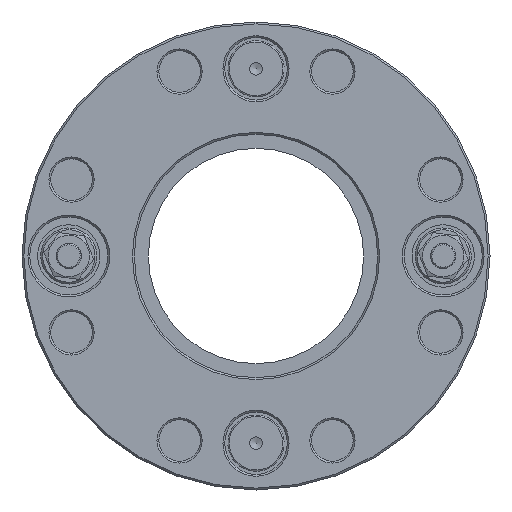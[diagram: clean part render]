
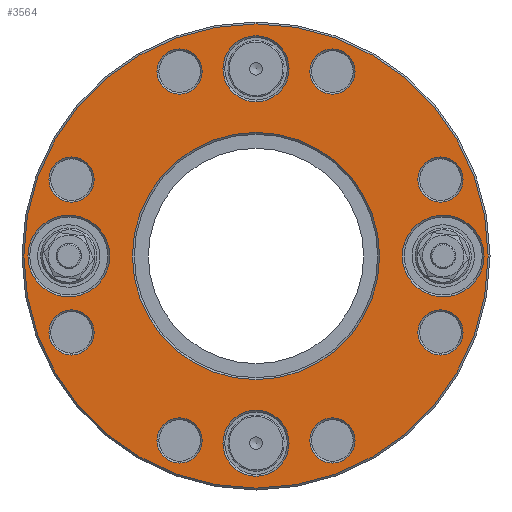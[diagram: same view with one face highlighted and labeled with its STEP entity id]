
A CAD part, front view. The second image highlights one B-rep face of the part: STEP entity #3564.
In plain terms, the highlighted planar face has unit normal (0, -1, 0).
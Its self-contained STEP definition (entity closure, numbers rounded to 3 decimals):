
#288=ORIENTED_EDGE('',*,*,#791,.T.);
#289=ORIENTED_EDGE('',*,*,#792,.T.);
#290=ORIENTED_EDGE('',*,*,#793,.T.);
#291=ORIENTED_EDGE('',*,*,#794,.T.);
#292=ORIENTED_EDGE('',*,*,#795,.T.);
#293=ORIENTED_EDGE('',*,*,#796,.T.);
#294=ORIENTED_EDGE('',*,*,#797,.T.);
#295=ORIENTED_EDGE('',*,*,#798,.T.);
#296=ORIENTED_EDGE('',*,*,#799,.T.);
#297=ORIENTED_EDGE('',*,*,#800,.T.);
#298=ORIENTED_EDGE('',*,*,#801,.T.);
#299=ORIENTED_EDGE('',*,*,#802,.T.);
#300=ORIENTED_EDGE('',*,*,#803,.T.);
#301=ORIENTED_EDGE('',*,*,#804,.T.);
#791=EDGE_CURVE('',#1043,#1043,#1275,.F.);
#792=EDGE_CURVE('',#1044,#1044,#1276,.F.);
#793=EDGE_CURVE('',#1045,#1045,#1277,.F.);
#794=EDGE_CURVE('',#1046,#1046,#1278,.F.);
#795=EDGE_CURVE('',#1047,#1047,#1279,.F.);
#796=EDGE_CURVE('',#1048,#1048,#1280,.F.);
#797=EDGE_CURVE('',#1049,#1049,#1281,.F.);
#798=EDGE_CURVE('',#1050,#1050,#1282,.F.);
#799=EDGE_CURVE('',#1051,#1051,#1283,.F.);
#800=EDGE_CURVE('',#1052,#1052,#1284,.F.);
#801=EDGE_CURVE('',#1053,#1053,#1285,.F.);
#802=EDGE_CURVE('',#1054,#1054,#1286,.F.);
#803=EDGE_CURVE('',#1055,#1055,#1287,.F.);
#804=EDGE_CURVE('',#1056,#1056,#1288,.T.);
#1043=VERTEX_POINT('',#4948);
#1044=VERTEX_POINT('',#4950);
#1045=VERTEX_POINT('',#4952);
#1046=VERTEX_POINT('',#4954);
#1047=VERTEX_POINT('',#4956);
#1048=VERTEX_POINT('',#4958);
#1049=VERTEX_POINT('',#4960);
#1050=VERTEX_POINT('',#4962);
#1051=VERTEX_POINT('',#4964);
#1052=VERTEX_POINT('',#4966);
#1053=VERTEX_POINT('',#4968);
#1054=VERTEX_POINT('',#4970);
#1055=VERTEX_POINT('',#4972);
#1056=VERTEX_POINT('',#4974);
#1275=CIRCLE('',#3791,3.624);
#1276=CIRCLE('',#3792,6.55);
#1277=CIRCLE('',#3793,3.624);
#1278=CIRCLE('',#3794,3.624);
#1279=CIRCLE('',#3795,5.3);
#1280=CIRCLE('',#3796,3.624);
#1281=CIRCLE('',#3797,3.624);
#1282=CIRCLE('',#3798,6.55);
#1283=CIRCLE('',#3799,3.624);
#1284=CIRCLE('',#3800,3.624);
#1285=CIRCLE('',#3801,5.3);
#1286=CIRCLE('',#3802,3.624);
#1287=CIRCLE('',#3803,19.8);
#1288=CIRCLE('',#3804,37.2);
#1456=EDGE_LOOP('',(#288));
#1457=EDGE_LOOP('',(#289));
#1458=EDGE_LOOP('',(#290));
#1459=EDGE_LOOP('',(#291));
#1460=EDGE_LOOP('',(#292));
#1461=EDGE_LOOP('',(#293));
#1462=EDGE_LOOP('',(#294));
#1463=EDGE_LOOP('',(#295));
#1464=EDGE_LOOP('',(#296));
#1465=EDGE_LOOP('',(#297));
#1466=EDGE_LOOP('',(#298));
#1467=EDGE_LOOP('',(#299));
#1468=EDGE_LOOP('',(#300));
#1469=EDGE_LOOP('',(#301));
#1848=FACE_BOUND('',#1456,.T.);
#1849=FACE_BOUND('',#1457,.T.);
#1850=FACE_BOUND('',#1458,.T.);
#1851=FACE_BOUND('',#1459,.T.);
#1852=FACE_BOUND('',#1460,.T.);
#1853=FACE_BOUND('',#1461,.T.);
#1854=FACE_BOUND('',#1462,.T.);
#1855=FACE_BOUND('',#1463,.T.);
#1856=FACE_BOUND('',#1464,.T.);
#1857=FACE_BOUND('',#1465,.T.);
#1858=FACE_BOUND('',#1466,.T.);
#1859=FACE_BOUND('',#1467,.T.);
#1860=FACE_BOUND('',#1468,.T.);
#1861=FACE_BOUND('',#1469,.T.);
#2208=PLANE('',#3790);
#3564=ADVANCED_FACE('',(#1848,#1849,#1850,#1851,#1852,#1853,#1854,#1855,
#1856,#1857,#1858,#1859,#1860,#1861),#2208,.T.);
#3790=AXIS2_PLACEMENT_3D('',#4946,#4206,#4207);
#3791=AXIS2_PLACEMENT_3D('',#4947,#4208,#4209);
#3792=AXIS2_PLACEMENT_3D('',#4949,#4210,#4211);
#3793=AXIS2_PLACEMENT_3D('',#4951,#4212,#4213);
#3794=AXIS2_PLACEMENT_3D('',#4953,#4214,#4215);
#3795=AXIS2_PLACEMENT_3D('',#4955,#4216,#4217);
#3796=AXIS2_PLACEMENT_3D('',#4957,#4218,#4219);
#3797=AXIS2_PLACEMENT_3D('',#4959,#4220,#4221);
#3798=AXIS2_PLACEMENT_3D('',#4961,#4222,#4223);
#3799=AXIS2_PLACEMENT_3D('',#4963,#4224,#4225);
#3800=AXIS2_PLACEMENT_3D('',#4965,#4226,#4227);
#3801=AXIS2_PLACEMENT_3D('',#4967,#4228,#4229);
#3802=AXIS2_PLACEMENT_3D('',#4969,#4230,#4231);
#3803=AXIS2_PLACEMENT_3D('',#4971,#4232,#4233);
#3804=AXIS2_PLACEMENT_3D('',#4973,#4234,#4235);
#4206=DIRECTION('',(0.,-1.,0.));
#4207=DIRECTION('',(0.,0.,-1.));
#4208=DIRECTION('',(0.,-1.,0.));
#4209=DIRECTION('',(0.,0.,-1.));
#4210=DIRECTION('',(0.,-1.,0.));
#4211=DIRECTION('',(0.,0.,-1.));
#4212=DIRECTION('',(0.,-1.,0.));
#4213=DIRECTION('',(0.,0.,-1.));
#4214=DIRECTION('',(0.,-1.,0.));
#4215=DIRECTION('',(0.,0.,-1.));
#4216=DIRECTION('',(0.,-1.,0.));
#4217=DIRECTION('',(0.,0.,-1.));
#4218=DIRECTION('',(0.,-1.,0.));
#4219=DIRECTION('',(0.,0.,-1.));
#4220=DIRECTION('',(0.,-1.,0.));
#4221=DIRECTION('',(0.,0.,-1.));
#4222=DIRECTION('',(0.,-1.,0.));
#4223=DIRECTION('',(0.,0.,-1.));
#4224=DIRECTION('',(0.,-1.,0.));
#4225=DIRECTION('',(0.,0.,-1.));
#4226=DIRECTION('',(0.,-1.,0.));
#4227=DIRECTION('',(0.,0.,-1.));
#4228=DIRECTION('',(0.,-1.,0.));
#4229=DIRECTION('',(0.,0.,-1.));
#4230=DIRECTION('',(0.,-1.,0.));
#4231=DIRECTION('',(0.,0.,-1.));
#4232=DIRECTION('',(0.,-1.,0.));
#4233=DIRECTION('',(0.,0.,-1.));
#4234=DIRECTION('',(0.,-1.,0.));
#4235=DIRECTION('',(0.,0.,-1.));
#4946=CARTESIAN_POINT('',(0.,0.,0.));
#4947=CARTESIAN_POINT('',(-29.564,0.,-12.246));
#4948=CARTESIAN_POINT('',(-29.564,0.,-15.869));
#4949=CARTESIAN_POINT('',(-30.,0.,0.));
#4950=CARTESIAN_POINT('',(-30.,0.,-6.55));
#4951=CARTESIAN_POINT('',(-29.564,0.,12.246));
#4952=CARTESIAN_POINT('',(-29.564,0.,8.622));
#4953=CARTESIAN_POINT('',(-12.246,0.,29.564));
#4954=CARTESIAN_POINT('',(-12.246,0.,25.941));
#4955=CARTESIAN_POINT('',(0.,0.,30.));
#4956=CARTESIAN_POINT('',(0.,0.,24.7));
#4957=CARTESIAN_POINT('',(12.246,0.,29.564));
#4958=CARTESIAN_POINT('',(12.246,0.,25.941));
#4959=CARTESIAN_POINT('',(29.564,0.,12.246));
#4960=CARTESIAN_POINT('',(29.564,0.,8.622));
#4961=CARTESIAN_POINT('',(30.,0.,0.));
#4962=CARTESIAN_POINT('',(30.,0.,-6.55));
#4963=CARTESIAN_POINT('',(29.564,0.,-12.246));
#4964=CARTESIAN_POINT('',(29.564,0.,-15.869));
#4965=CARTESIAN_POINT('',(12.246,0.,-29.564));
#4966=CARTESIAN_POINT('',(12.246,0.,-33.188));
#4967=CARTESIAN_POINT('',(0.,0.,-30.));
#4968=CARTESIAN_POINT('',(0.,0.,-35.3));
#4969=CARTESIAN_POINT('',(-12.246,0.,-29.564));
#4970=CARTESIAN_POINT('',(-12.246,0.,-33.188));
#4971=CARTESIAN_POINT('',(0.,0.,0.));
#4972=CARTESIAN_POINT('',(0.,0.,-19.8));
#4973=CARTESIAN_POINT('',(0.,0.,0.));
#4974=CARTESIAN_POINT('',(0.,0.,-37.2));
